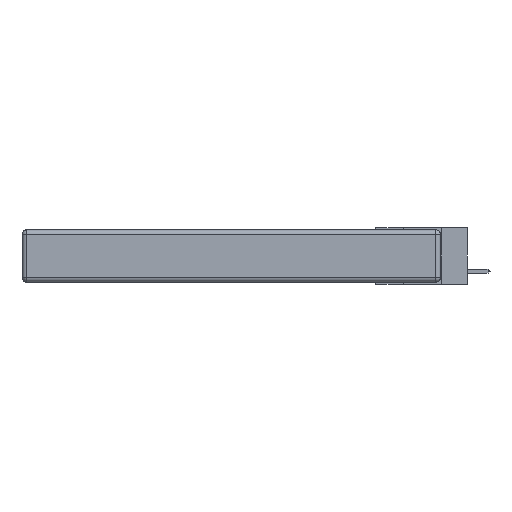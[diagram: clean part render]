
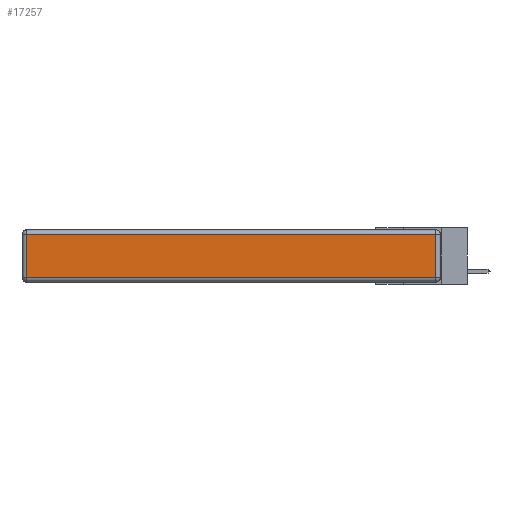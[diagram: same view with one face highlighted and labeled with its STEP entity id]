
A CAD part, left-side view. The second image highlights one B-rep face of the part: STEP entity #17257.
In plain terms, the highlighted planar face has unit normal (-1, 0, 0).
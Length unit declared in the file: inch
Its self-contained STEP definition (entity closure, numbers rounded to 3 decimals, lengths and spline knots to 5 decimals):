
#116 = FACE_OUTER_BOUND ( 'NONE', #20006, .T. ) ;
#182 = VERTEX_POINT ( 'NONE', #13079 ) ;
#3588 = EDGE_CURVE ( 'NONE', #3890, #4904, #4071, .T. ) ;
#3890 = VERTEX_POINT ( 'NONE', #8885 ) ;
#3907 = CARTESIAN_POINT ( 'NONE',  ( 0., 0., -0.313 ) ) ;
#4071 = LINE ( 'NONE', #20241, #15803 ) ;
#4904 = VERTEX_POINT ( 'NONE', #16129 ) ;
#4910 = ORIENTED_EDGE ( 'NONE', *, *, #14047, .T. ) ;
#6959 = DIRECTION ( 'NONE',  ( 0., 0., 1. ) ) ;
#7695 = VECTOR ( 'NONE', #6959, 39.37008 ) ;
#8324 = ORIENTED_EDGE ( 'NONE', *, *, #8564, .T. ) ;
#8564 = EDGE_CURVE ( 'NONE', #12610, #3890, #11162, .T. ) ;
#8574 = DIRECTION ( 'NONE',  ( 0., -1., 0. ) ) ;
#8791 = PLANE ( 'NONE',  #9701 ) ;
#8885 = CARTESIAN_POINT ( 'NONE',  ( 0., 2.72, -0.03 ) ) ;
#9701 = AXIS2_PLACEMENT_3D ( 'NONE', #18451, #18257, #18519 ) ;
#10281 = ORIENTED_EDGE ( 'NONE', *, *, #13615, .T. ) ;
#10591 = DIRECTION ( 'NONE',  ( 0., 1., 0. ) ) ;
#11162 = LINE ( 'NONE', #13876, #14919 ) ;
#12335 = DIRECTION ( 'NONE',  ( 0., 0., -1. ) ) ;
#12610 = VERTEX_POINT ( 'NONE', #15291 ) ;
#13079 = CARTESIAN_POINT ( 'NONE',  ( 0., 0.03, -0.313 ) ) ;
#13220 = LINE ( 'NONE', #3907, #20186 ) ;
#13615 = EDGE_CURVE ( 'NONE', #4904, #182, #13220, .T. ) ;
#13876 = CARTESIAN_POINT ( 'NONE',  ( 0., 2.75, -0.03 ) ) ;
#14047 = EDGE_CURVE ( 'NONE', #182, #12610, #20423, .T. ) ;
#14919 = VECTOR ( 'NONE', #10591, 39.37008 ) ;
#15291 = CARTESIAN_POINT ( 'NONE',  ( 0., 0.03, -0.03 ) ) ;
#15803 = VECTOR ( 'NONE', #12335, 39.37008 ) ;
#16129 = CARTESIAN_POINT ( 'NONE',  ( 0., 2.72, -0.313 ) ) ;
#16300 = ORIENTED_EDGE ( 'NONE', *, *, #3588, .T. ) ;
#17257 = ADVANCED_FACE ( 'NONE', ( #116 ), #8791, .T. ) ;
#18257 = DIRECTION ( 'NONE',  ( -1., 0., 0. ) ) ;
#18451 = CARTESIAN_POINT ( 'NONE',  ( 0., 0., -0.343 ) ) ;
#18519 = DIRECTION ( 'NONE',  ( 0., 0., 1. ) ) ;
#19838 = CARTESIAN_POINT ( 'NONE',  ( 0., 0.03, -0.343 ) ) ;
#20006 = EDGE_LOOP ( 'NONE', ( #10281, #4910, #8324, #16300 ) ) ;
#20186 = VECTOR ( 'NONE', #8574, 39.37008 ) ;
#20241 = CARTESIAN_POINT ( 'NONE',  ( 0., 2.72, -0.343 ) ) ;
#20423 = LINE ( 'NONE', #19838, #7695 ) ;
